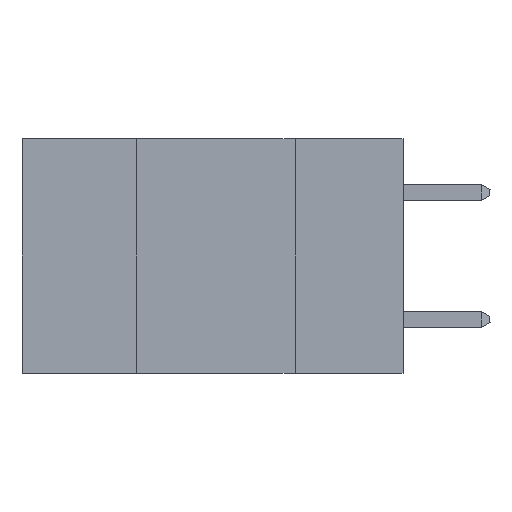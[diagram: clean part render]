
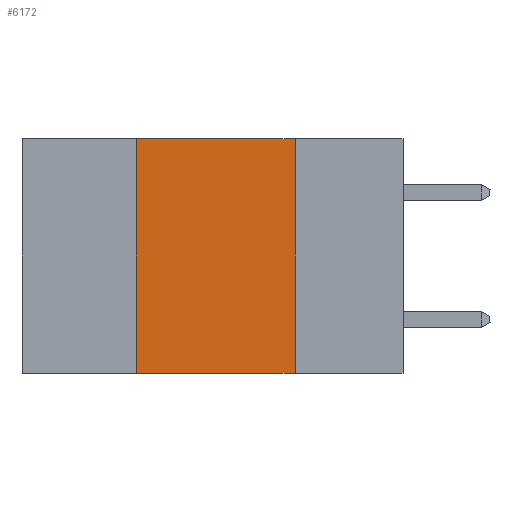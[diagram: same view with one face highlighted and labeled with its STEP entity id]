
A CAD part, left-side view. The second image highlights one B-rep face of the part: STEP entity #6172.
In plain terms, the highlighted planar face has unit normal (-1, 0, 0).
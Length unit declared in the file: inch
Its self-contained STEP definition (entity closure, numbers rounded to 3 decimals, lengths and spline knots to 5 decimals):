
#401 = LINE ( 'NONE', #15923, #13461 ) ;
#829 = LINE ( 'NONE', #1639, #14324 ) ;
#1104 = VERTEX_POINT ( 'NONE', #11681 ) ;
#1639 = CARTESIAN_POINT ( 'NONE',  ( 0., 0.17, 0. ) ) ;
#2179 = ORIENTED_EDGE ( 'NONE', *, *, #9746, .F. ) ;
#2252 = CARTESIAN_POINT ( 'NONE',  ( 0., 0.6, 0. ) ) ;
#2662 = CARTESIAN_POINT ( 'NONE',  ( 0., 0.6, -0.37 ) ) ;
#4020 = CARTESIAN_POINT ( 'NONE',  ( 0., 0.17, -0.37 ) ) ;
#4057 = EDGE_LOOP ( 'NONE', ( #4509, #14834, #2179, #13235 ) ) ;
#4509 = ORIENTED_EDGE ( 'NONE', *, *, #8543, .F. ) ;
#4730 = CARTESIAN_POINT ( 'NONE',  ( 0., 0.42, -0.37 ) ) ;
#4886 = DIRECTION ( 'NONE',  ( 0., 0., -1. ) ) ;
#5508 = VECTOR ( 'NONE', #10467, 39.37008 ) ;
#6172 = ADVANCED_FACE ( 'NONE', ( #15701 ), #16487, .F. ) ;
#6361 = EDGE_CURVE ( 'NONE', #7417, #9636, #15883, .T. ) ;
#7417 = VERTEX_POINT ( 'NONE', #4730 ) ;
#8327 = AXIS2_PLACEMENT_3D ( 'NONE', #2252, #12735, #4886 ) ;
#8543 = EDGE_CURVE ( 'NONE', #1104, #9636, #829, .T. ) ;
#8975 = DIRECTION ( 'NONE',  ( 0., -1., 0. ) ) ;
#9413 = DIRECTION ( 'NONE',  ( 0., 0., -1. ) ) ;
#9636 = VERTEX_POINT ( 'NONE', #4020 ) ;
#9746 = EDGE_CURVE ( 'NONE', #7417, #14037, #401, .T. ) ;
#9812 = VECTOR ( 'NONE', #8975, 39.37008 ) ;
#10467 = DIRECTION ( 'NONE',  ( 0., -1., 0. ) ) ;
#11661 = CARTESIAN_POINT ( 'NONE',  ( 0., 0.6, 0. ) ) ;
#11681 = CARTESIAN_POINT ( 'NONE',  ( 0., 0.17, 0. ) ) ;
#12735 = DIRECTION ( 'NONE',  ( 1., 0., 0. ) ) ;
#13235 = ORIENTED_EDGE ( 'NONE', *, *, #6361, .T. ) ;
#13331 = LINE ( 'NONE', #11661, #9812 ) ;
#13461 = VECTOR ( 'NONE', #15870, 39.37008 ) ;
#14037 = VERTEX_POINT ( 'NONE', #16190 ) ;
#14287 = EDGE_CURVE ( 'NONE', #14037, #1104, #13331, .T. ) ;
#14324 = VECTOR ( 'NONE', #9413, 39.37008 ) ;
#14834 = ORIENTED_EDGE ( 'NONE', *, *, #14287, .F. ) ;
#15701 = FACE_OUTER_BOUND ( 'NONE', #4057, .T. ) ;
#15870 = DIRECTION ( 'NONE',  ( 0., 0., 1. ) ) ;
#15883 = LINE ( 'NONE', #2662, #5508 ) ;
#15923 = CARTESIAN_POINT ( 'NONE',  ( 0., 0.42, 0. ) ) ;
#16190 = CARTESIAN_POINT ( 'NONE',  ( 0., 0.42, 0. ) ) ;
#16487 = PLANE ( 'NONE',  #8327 ) ;
